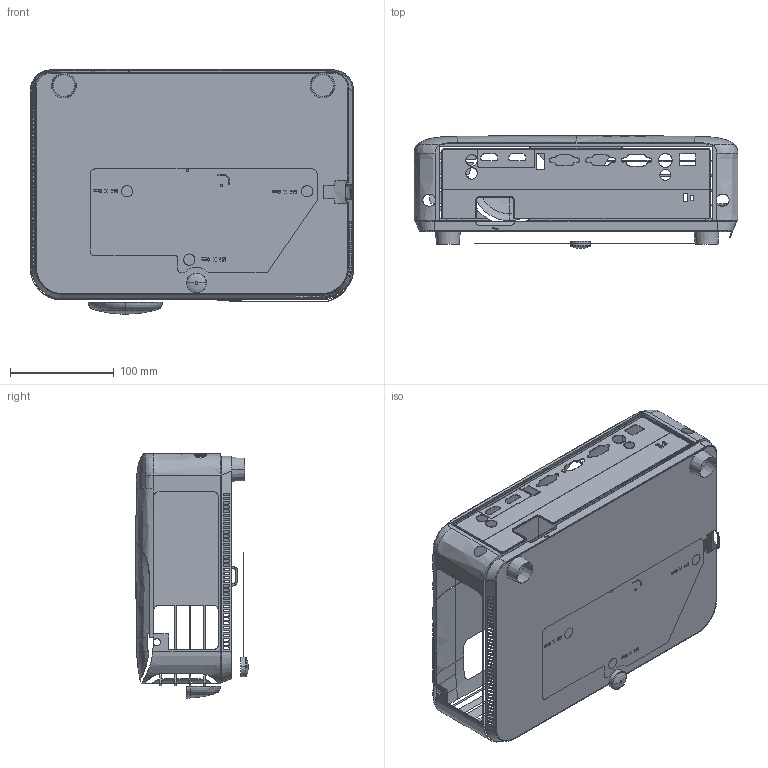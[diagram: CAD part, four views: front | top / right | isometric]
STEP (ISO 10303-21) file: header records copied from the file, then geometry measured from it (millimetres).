
FILE_DESCRIPTION((''),'2;1');
FILE_NAME('SINGLE','2020-05-12T',('ChenPet'),(''),'PRO/ENGINEER BY PARAMETRIC TECHNOLOGY CORPORATION, 2009440','PRO/ENGINEER BY PARAMETRIC TECHNOLOGY CORPORATION, 2009440','');
FILE_SCHEMA(('CONFIG_CONTROL_DESIGN'));
Products named in the file (1): SINGLE
Bounding box: 312 x 108.37 x 235.45 mm (x, y, z)
Surface area: 360570 mm2 (no closed solid volume)
Topology: 0 solids, 20 shells, 906 faces, 3093 edges, 2190 vertices
Faces by surface type: plane 389, extrusion 307, bspline 119, cylinder 65, cone 16, revolution 4, sphere 4, torus 2
Entity records: 45499 total; most frequent: CARTESIAN_POINT 21204, ORIENTED_EDGE 5607, DIRECTION 3283, EDGE_CURVE 3090, VERTEX_POINT 2190, VECTOR 2063, LINE 1756, B_SPLINE_CURVE_WITH_KNOTS 1513
